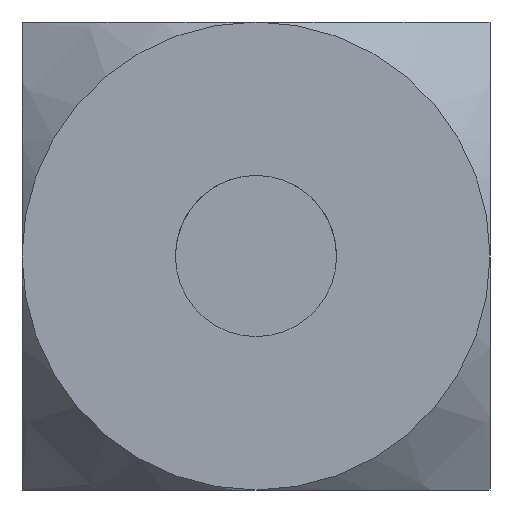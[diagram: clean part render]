
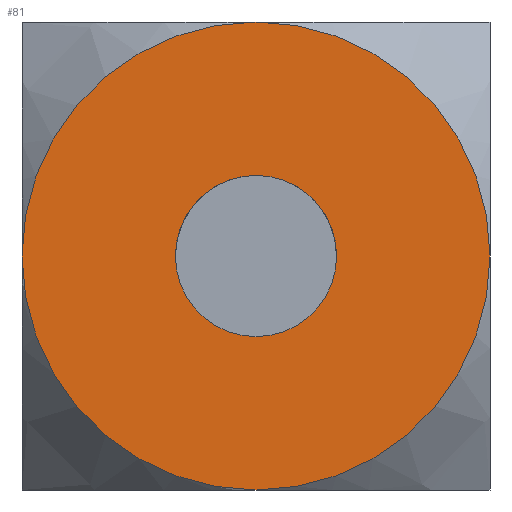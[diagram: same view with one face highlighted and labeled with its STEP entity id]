
A CAD part, front view. The second image highlights one B-rep face of the part: STEP entity #81.
In plain terms, the highlighted planar face has unit normal (0, -1, 0).
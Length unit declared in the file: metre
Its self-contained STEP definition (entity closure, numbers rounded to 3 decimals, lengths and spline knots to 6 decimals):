
#81 = ADVANCED_FACE( '', ( #164, #165 ), #166, .F. );
#164 = FACE_BOUND( '', #252, .T. );
#165 = FACE_OUTER_BOUND( '', #253, .T. );
#166 = PLANE( '', #254 );
#252 = EDGE_LOOP( '', ( #383 ) );
#253 = EDGE_LOOP( '', ( #384, #385, #386, #387 ) );
#254 = AXIS2_PLACEMENT_3D( '', #388, #389, #390 );
#383 = ORIENTED_EDGE( '', *, *, #495, .T. );
#384 = ORIENTED_EDGE( '', *, *, #499, .T. );
#385 = ORIENTED_EDGE( '', *, *, #493, .T. );
#386 = ORIENTED_EDGE( '', *, *, #464, .T. );
#387 = ORIENTED_EDGE( '', *, *, #476, .T. );
#388 = CARTESIAN_POINT( '', ( -0.006, 0., 0.006 ) );
#389 = DIRECTION( '', ( 0., 1., 0. ) );
#390 = DIRECTION( '', ( 0., 0., 1. ) );
#464 = EDGE_CURVE( '', #527, #530, #532, .T. );
#476 = EDGE_CURVE( '', #530, #549, #551, .T. );
#493 = EDGE_CURVE( '', #572, #527, #574, .T. );
#495 = EDGE_CURVE( '', #576, #576, #577, .T. );
#499 = EDGE_CURVE( '', #549, #572, #583, .T. );
#527 = VERTEX_POINT( '', #635 );
#530 = VERTEX_POINT( '', #649 );
#532 = CIRCLE( '', #662, 0.006 );
#549 = VERTEX_POINT( '', #716 );
#551 = CIRCLE( '', #729, 0.006 );
#572 = VERTEX_POINT( '', #797 );
#574 = CIRCLE( '', #810, 0.006 );
#576 = VERTEX_POINT( '', #812 );
#577 = CIRCLE( '', #813, 0.002067 );
#583 = CIRCLE( '', #819, 0.006 );
#635 = CARTESIAN_POINT( '', ( -0.006, 0., 0. ) );
#649 = CARTESIAN_POINT( '', ( 0., 0., -0.006 ) );
#662 = AXIS2_PLACEMENT_3D( '', #882, #883, #884 );
#716 = CARTESIAN_POINT( '', ( 0.006, 0., 0. ) );
#729 = AXIS2_PLACEMENT_3D( '', #893, #894, #895 );
#797 = CARTESIAN_POINT( '', ( 0., 0., 0.006 ) );
#810 = AXIS2_PLACEMENT_3D( '', #912, #913, #914 );
#812 = CARTESIAN_POINT( '', ( 0., 0., -0.002067 ) );
#813 = AXIS2_PLACEMENT_3D( '', #915, #916, #917 );
#819 = AXIS2_PLACEMENT_3D( '', #924, #925, #926 );
#882 = CARTESIAN_POINT( '', ( 0., 0., 0. ) );
#883 = DIRECTION( '', ( 0., -1., 0. ) );
#884 = DIRECTION( '', ( 0., 0., -1. ) );
#893 = CARTESIAN_POINT( '', ( 0., 0., 0. ) );
#894 = DIRECTION( '', ( 0., -1., 0. ) );
#895 = DIRECTION( '', ( 0., 0., -1. ) );
#912 = CARTESIAN_POINT( '', ( 0., 0., 0. ) );
#913 = DIRECTION( '', ( 0., -1., 0. ) );
#914 = DIRECTION( '', ( 0., 0., -1. ) );
#915 = CARTESIAN_POINT( '', ( 0., 0., 0. ) );
#916 = DIRECTION( '', ( 0., 1., 0. ) );
#917 = DIRECTION( '', ( 0., 0., -1. ) );
#924 = CARTESIAN_POINT( '', ( 0., 0., 0. ) );
#925 = DIRECTION( '', ( 0., -1., 0. ) );
#926 = DIRECTION( '', ( 0., 0., -1. ) );
